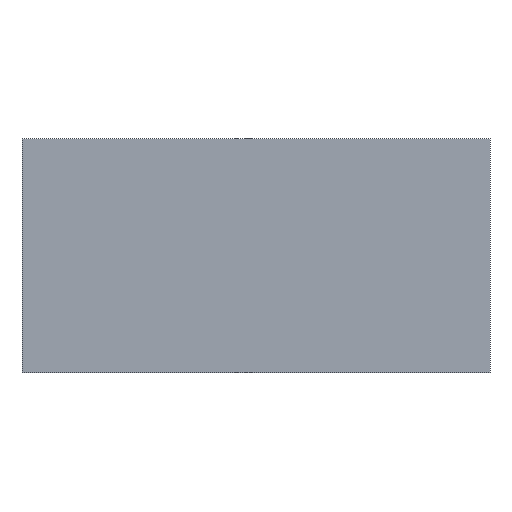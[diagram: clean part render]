
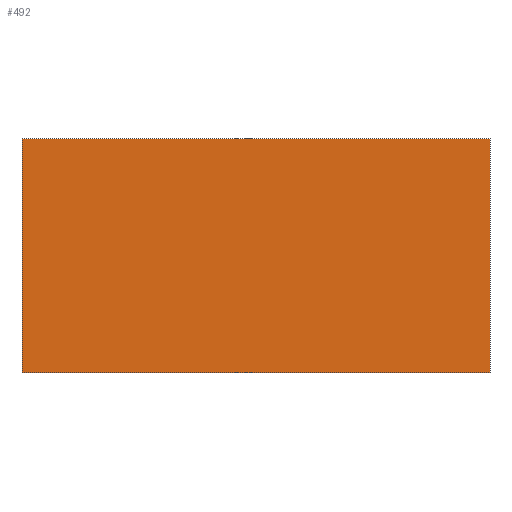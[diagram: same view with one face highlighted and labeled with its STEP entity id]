
A CAD part, front view. The second image highlights one B-rep face of the part: STEP entity #492.
In plain terms, the highlighted planar face has unit normal (0, -1, 0).
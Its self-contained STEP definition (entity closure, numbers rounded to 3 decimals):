
#104=FACE_OUTER_BOUND('',#130,.T.);
#130=EDGE_LOOP('',(#333,#334,#335,#336));
#156=LINE('',#1055,#172);
#159=LINE('',#1060,#175);
#160=LINE('',#1063,#176);
#161=LINE('',#1064,#177);
#172=VECTOR('',#588,10.);
#175=VECTOR('',#593,10.);
#176=VECTOR('',#596,10.);
#177=VECTOR('',#597,10.);
#189=VERTEX_POINT('',#1052);
#190=VERTEX_POINT('',#1054);
#191=VERTEX_POINT('',#1058);
#192=VERTEX_POINT('',#1062);
#244=EDGE_CURVE('',#189,#190,#156,.T.);
#247=EDGE_CURVE('',#191,#189,#159,.T.);
#248=EDGE_CURVE('',#192,#191,#160,.T.);
#249=EDGE_CURVE('',#190,#192,#161,.T.);
#333=ORIENTED_EDGE('',*,*,#247,.F.);
#334=ORIENTED_EDGE('',*,*,#248,.F.);
#335=ORIENTED_EDGE('',*,*,#249,.F.);
#336=ORIENTED_EDGE('',*,*,#244,.F.);
#486=PLANE('',#530);
#492=ADVANCED_FACE('',(#104),#486,.F.);
#530=AXIS2_PLACEMENT_3D('',#1061,#594,#595);
#588=DIRECTION('',(0.,0.,1.));
#593=DIRECTION('',(-1.,0.,0.));
#594=DIRECTION('center_axis',(0.,1.,0.));
#595=DIRECTION('ref_axis',(0.,0.,1.));
#596=DIRECTION('',(0.,0.,-1.));
#597=DIRECTION('',(1.,0.,0.));
#1052=CARTESIAN_POINT('',(-7.5,0.65,-3.75));
#1054=CARTESIAN_POINT('',(-7.5,0.65,3.75));
#1055=CARTESIAN_POINT('',(-7.5,0.65,-1.875));
#1058=CARTESIAN_POINT('',(7.5,0.65,-3.75));
#1060=CARTESIAN_POINT('',(3.75,0.65,-3.75));
#1061=CARTESIAN_POINT('Origin',(0.,0.65,0.));
#1062=CARTESIAN_POINT('',(7.5,0.65,3.75));
#1063=CARTESIAN_POINT('',(7.5,0.65,1.875));
#1064=CARTESIAN_POINT('',(-3.75,0.65,3.75));
